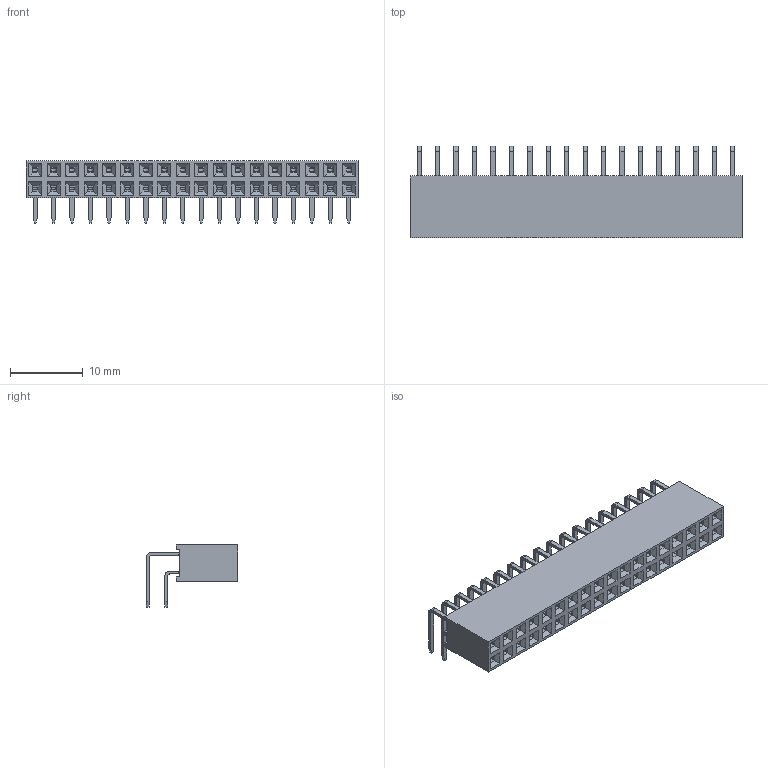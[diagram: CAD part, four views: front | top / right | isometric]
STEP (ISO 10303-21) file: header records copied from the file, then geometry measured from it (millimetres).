
FILE_DESCRIPTION(('STEP AP214'), '1');
FILE_NAME('PBD-R', '', ('UNSPECIFIED'), ('UNSPECIFIED'), 'ASCON STEP Converter 1.6', 'ASCON Math Kernel', '');
FILE_SCHEMA(('AUTOMOTIVE_DESIGN { 1 0 10303 214 3 1 1}'));
Length unit declared in the file: millimetre
Bounding box: 45.72 x 12.6 x 8.58 mm (x, y, z)
Volume: 1777 mm3; surface area: 3332.7 mm2
Topology: 1 solids, 1 shells, 2098 faces, 5784 edges, 3616 vertices
Faces by surface type: plane 1774, cylinder 324
Entity records: 82272 total; most frequent: ORIENTED_EDGE 11568, CARTESIAN_POINT 11499, DIRECTION 10774, EDGE_CURVE 5784, LINE 4992, VECTOR 4992, VERTEX_POINT 3616, AXIS2_PLACEMENT_3D 2891
